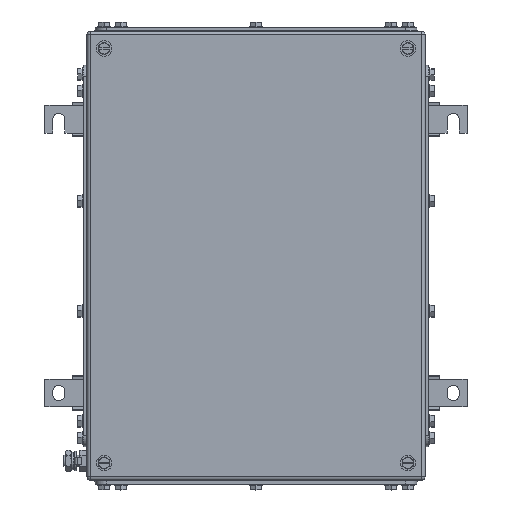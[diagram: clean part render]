
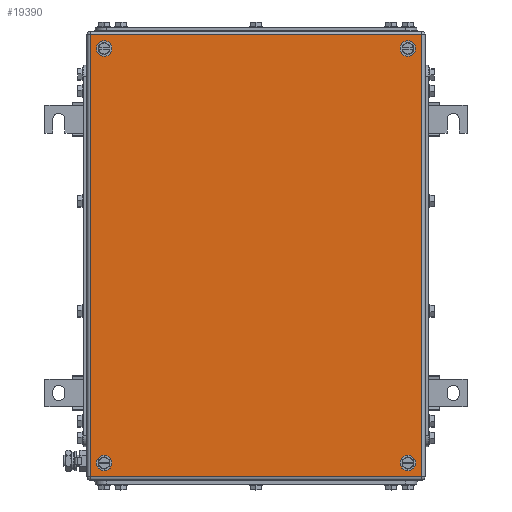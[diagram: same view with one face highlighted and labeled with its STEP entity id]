
A CAD part, top view. The second image highlights one B-rep face of the part: STEP entity #19390.
In plain terms, the highlighted planar face has unit normal (0, 0, 1).
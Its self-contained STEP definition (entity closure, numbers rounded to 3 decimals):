
#19264=AXIS2_PLACEMENT_3D('Circle Axis2P3D',#19262,#19263,$) ;
#19291=AXIS2_PLACEMENT_3D('Plane Axis2P3D',#19288,#19289,#19290) ;
#19329=AXIS2_PLACEMENT_3D('Circle Axis2P3D',#19327,#19328,$) ;
#19338=AXIS2_PLACEMENT_3D('Circle Axis2P3D',#19336,#19337,$) ;
#19347=AXIS2_PLACEMENT_3D('Circle Axis2P3D',#19345,#19346,$) ;
#19356=AXIS2_PLACEMENT_3D('Circle Axis2P3D',#19354,#19355,$) ;
#19365=AXIS2_PLACEMENT_3D('Circle Axis2P3D',#19363,#19364,$) ;
#19374=AXIS2_PLACEMENT_3D('Circle Axis2P3D',#19372,#19373,$) ;
#19383=AXIS2_PLACEMENT_3D('Circle Axis2P3D',#19381,#19382,$) ;
#19259=CARTESIAN_POINT('Vertex',(56.5,398.5,203.5)) ;
#19262=CARTESIAN_POINT('Axis2P3D Location',(53.,398.5,203.5)) ;
#19266=CARTESIAN_POINT('Vertex',(49.5,398.5,203.5)) ;
#19288=CARTESIAN_POINT('Axis2P3D Location',(190.5,211.,203.5)) ;
#19293=CARTESIAN_POINT('Line Origine',(190.5,410.5,203.5)) ;
#19297=CARTESIAN_POINT('Vertex',(340.,410.5,203.5)) ;
#19299=CARTESIAN_POINT('Vertex',(41.,410.5,203.5)) ;
#19302=CARTESIAN_POINT('Line Origine',(41.,211.,203.5)) ;
#19306=CARTESIAN_POINT('Vertex',(41.,11.5,203.5)) ;
#19309=CARTESIAN_POINT('Line Origine',(190.5,11.5,203.5)) ;
#19313=CARTESIAN_POINT('Vertex',(340.,11.5,203.5)) ;
#19316=CARTESIAN_POINT('Line Origine',(340.,211.,203.5)) ;
#19327=CARTESIAN_POINT('Axis2P3D Location',(53.,398.5,203.5)) ;
#19336=CARTESIAN_POINT('Axis2P3D Location',(53.,23.5,203.5)) ;
#19340=CARTESIAN_POINT('Vertex',(49.5,23.5,203.5)) ;
#19342=CARTESIAN_POINT('Vertex',(56.5,23.5,203.5)) ;
#19345=CARTESIAN_POINT('Axis2P3D Location',(53.,23.5,203.5)) ;
#19354=CARTESIAN_POINT('Axis2P3D Location',(328.,23.5,203.5)) ;
#19358=CARTESIAN_POINT('Vertex',(331.5,23.5,203.5)) ;
#19360=CARTESIAN_POINT('Vertex',(324.5,23.5,203.5)) ;
#19363=CARTESIAN_POINT('Axis2P3D Location',(328.,23.5,203.5)) ;
#19372=CARTESIAN_POINT('Axis2P3D Location',(328.,398.5,203.5)) ;
#19376=CARTESIAN_POINT('Vertex',(331.5,398.5,203.5)) ;
#19378=CARTESIAN_POINT('Vertex',(324.5,398.5,203.5)) ;
#19381=CARTESIAN_POINT('Axis2P3D Location',(328.,398.5,203.5)) ;
#19263=DIRECTION('Axis2P3D Direction',(0.,0.,1.)) ;
#19289=DIRECTION('Axis2P3D Direction',(0.,0.,1.)) ;
#19290=DIRECTION('Axis2P3D XDirection',(1.,0.,0.)) ;
#19294=DIRECTION('Vector Direction',(1.,0.,0.)) ;
#19303=DIRECTION('Vector Direction',(0.,-1.,0.)) ;
#19310=DIRECTION('Vector Direction',(1.,0.,0.)) ;
#19317=DIRECTION('Vector Direction',(0.,1.,0.)) ;
#19328=DIRECTION('Axis2P3D Direction',(0.,0.,1.)) ;
#19337=DIRECTION('Axis2P3D Direction',(0.,0.,1.)) ;
#19346=DIRECTION('Axis2P3D Direction',(0.,0.,1.)) ;
#19355=DIRECTION('Axis2P3D Direction',(0.,0.,1.)) ;
#19364=DIRECTION('Axis2P3D Direction',(0.,0.,1.)) ;
#19373=DIRECTION('Axis2P3D Direction',(0.,0.,1.)) ;
#19382=DIRECTION('Axis2P3D Direction',(0.,0.,1.)) ;
#19295=VECTOR('Line Direction',#19294,1.) ;
#19304=VECTOR('Line Direction',#19303,1.) ;
#19311=VECTOR('Line Direction',#19310,1.) ;
#19318=VECTOR('Line Direction',#19317,1.) ;
#19322=ORIENTED_EDGE('',*,*,#19301,.T.) ;
#19323=ORIENTED_EDGE('',*,*,#19308,.T.) ;
#19324=ORIENTED_EDGE('',*,*,#19315,.T.) ;
#19325=ORIENTED_EDGE('',*,*,#19320,.T.) ;
#19333=ORIENTED_EDGE('',*,*,#19331,.F.) ;
#19334=ORIENTED_EDGE('',*,*,#19268,.F.) ;
#19351=ORIENTED_EDGE('',*,*,#19344,.F.) ;
#19352=ORIENTED_EDGE('',*,*,#19349,.F.) ;
#19369=ORIENTED_EDGE('',*,*,#19362,.F.) ;
#19370=ORIENTED_EDGE('',*,*,#19367,.F.) ;
#19387=ORIENTED_EDGE('',*,*,#19380,.F.) ;
#19388=ORIENTED_EDGE('',*,*,#19385,.F.) ;
#19335=FACE_BOUND('',#19332,.T.) ;
#19353=FACE_BOUND('',#19350,.T.) ;
#19371=FACE_BOUND('',#19368,.T.) ;
#19389=FACE_BOUND('',#19386,.T.) ;
#19390=ADVANCED_FACE('ZUB_KTB_FS_403020_4GP_AllCATPart.2\\ZUB_DE_KTB_FS_400x300.1\\DE_KTB_MH_PART_MASTER.1\\Koerper.2',(#19326,#19335,#19353,#19371,#19389),#19292,.T.) ;
#19265=CIRCLE('generated circle',#19264,3.5) ;
#19330=CIRCLE('generated circle',#19329,3.5) ;
#19339=CIRCLE('generated circle',#19338,3.5) ;
#19348=CIRCLE('generated circle',#19347,3.5) ;
#19357=CIRCLE('generated circle',#19356,3.5) ;
#19366=CIRCLE('generated circle',#19365,3.5) ;
#19375=CIRCLE('generated circle',#19374,3.5) ;
#19384=CIRCLE('generated circle',#19383,3.5) ;
#19268=EDGE_CURVE('',#19260,#19267,#19265,.T.) ;
#19301=EDGE_CURVE('',#19298,#19300,#19296,.F.) ;
#19308=EDGE_CURVE('',#19300,#19307,#19305,.T.) ;
#19315=EDGE_CURVE('',#19307,#19314,#19312,.T.) ;
#19320=EDGE_CURVE('',#19314,#19298,#19319,.T.) ;
#19331=EDGE_CURVE('',#19267,#19260,#19330,.T.) ;
#19344=EDGE_CURVE('',#19341,#19343,#19339,.T.) ;
#19349=EDGE_CURVE('',#19343,#19341,#19348,.T.) ;
#19362=EDGE_CURVE('',#19359,#19361,#19357,.T.) ;
#19367=EDGE_CURVE('',#19361,#19359,#19366,.T.) ;
#19380=EDGE_CURVE('',#19377,#19379,#19375,.T.) ;
#19385=EDGE_CURVE('',#19379,#19377,#19384,.T.) ;
#19321=EDGE_LOOP('',(#19322,#19323,#19324,#19325)) ;
#19332=EDGE_LOOP('',(#19333,#19334)) ;
#19350=EDGE_LOOP('',(#19351,#19352)) ;
#19368=EDGE_LOOP('',(#19369,#19370)) ;
#19386=EDGE_LOOP('',(#19387,#19388)) ;
#19326=FACE_OUTER_BOUND('',#19321,.T.) ;
#19296=LINE('Line',#19293,#19295) ;
#19305=LINE('Line',#19302,#19304) ;
#19312=LINE('Line',#19309,#19311) ;
#19319=LINE('Line',#19316,#19318) ;
#19292=PLANE('',#19291) ;
#19260=VERTEX_POINT('',#19259) ;
#19267=VERTEX_POINT('',#19266) ;
#19298=VERTEX_POINT('',#19297) ;
#19300=VERTEX_POINT('',#19299) ;
#19307=VERTEX_POINT('',#19306) ;
#19314=VERTEX_POINT('',#19313) ;
#19341=VERTEX_POINT('',#19340) ;
#19343=VERTEX_POINT('',#19342) ;
#19359=VERTEX_POINT('',#19358) ;
#19361=VERTEX_POINT('',#19360) ;
#19377=VERTEX_POINT('',#19376) ;
#19379=VERTEX_POINT('',#19378) ;
